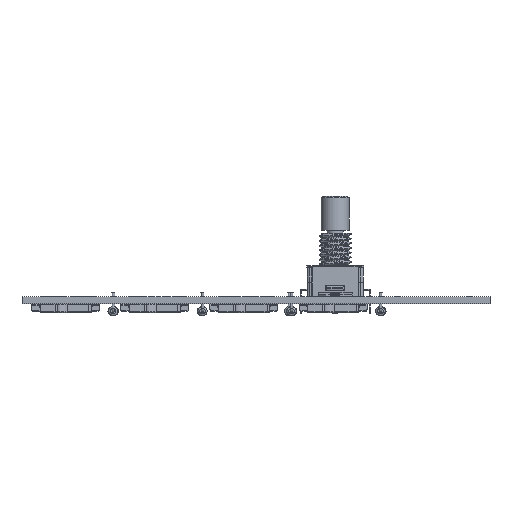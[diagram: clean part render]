
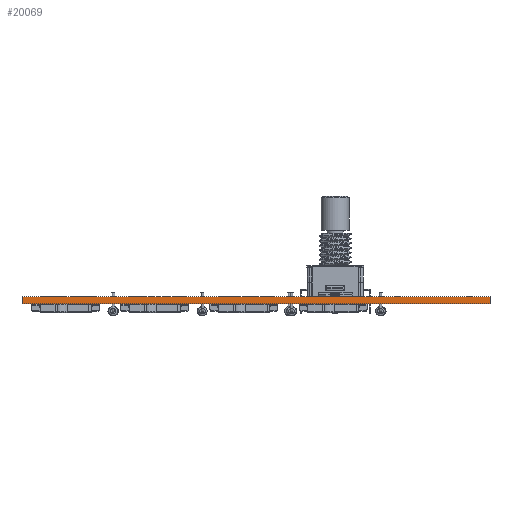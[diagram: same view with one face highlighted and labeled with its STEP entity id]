
A CAD part, front view. The second image highlights one B-rep face of the part: STEP entity #20069.
In plain terms, the highlighted planar face has unit normal (0, -1, 0).
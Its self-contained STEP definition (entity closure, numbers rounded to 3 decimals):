
#20069 = ADVANCED_FACE('',(#20070),#20104,.T.);
#20070 = FACE_BOUND('',#20071,.T.);
#20071 = EDGE_LOOP('',(#20072,#20082,#20090,#20098));
#20072 = ORIENTED_EDGE('',*,*,#20073,.T.);
#20073 = EDGE_CURVE('',#20074,#20076,#20078,.T.);
#20074 = VERTEX_POINT('',#20075);
#20075 = CARTESIAN_POINT('',(194.82,-144.21,0.));
#20076 = VERTEX_POINT('',#20077);
#20077 = CARTESIAN_POINT('',(194.82,-144.21,1.51));
#20078 = LINE('',#20079,#20080);
#20079 = CARTESIAN_POINT('',(194.82,-144.21,0.));
#20080 = VECTOR('',#20081,1.);
#20081 = DIRECTION('',(0.,0.,1.));
#20082 = ORIENTED_EDGE('',*,*,#20083,.T.);
#20083 = EDGE_CURVE('',#20076,#20084,#20086,.T.);
#20084 = VERTEX_POINT('',#20085);
#20085 = CARTESIAN_POINT('',(94.82,-144.21,1.51));
#20086 = LINE('',#20087,#20088);
#20087 = CARTESIAN_POINT('',(194.82,-144.21,1.51));
#20088 = VECTOR('',#20089,1.);
#20089 = DIRECTION('',(-1.,0.,0.));
#20090 = ORIENTED_EDGE('',*,*,#20091,.F.);
#20091 = EDGE_CURVE('',#20092,#20084,#20094,.T.);
#20092 = VERTEX_POINT('',#20093);
#20093 = CARTESIAN_POINT('',(94.82,-144.21,0.));
#20094 = LINE('',#20095,#20096);
#20095 = CARTESIAN_POINT('',(94.82,-144.21,0.));
#20096 = VECTOR('',#20097,1.);
#20097 = DIRECTION('',(0.,0.,1.));
#20098 = ORIENTED_EDGE('',*,*,#20099,.F.);
#20099 = EDGE_CURVE('',#20074,#20092,#20100,.T.);
#20100 = LINE('',#20101,#20102);
#20101 = CARTESIAN_POINT('',(194.82,-144.21,0.));
#20102 = VECTOR('',#20103,1.);
#20103 = DIRECTION('',(-1.,0.,0.));
#20104 = PLANE('',#20105);
#20105 = AXIS2_PLACEMENT_3D('',#20106,#20107,#20108);
#20106 = CARTESIAN_POINT('',(194.82,-144.21,0.));
#20107 = DIRECTION('',(0.,-1.,0.));
#20108 = DIRECTION('',(-1.,0.,0.));
